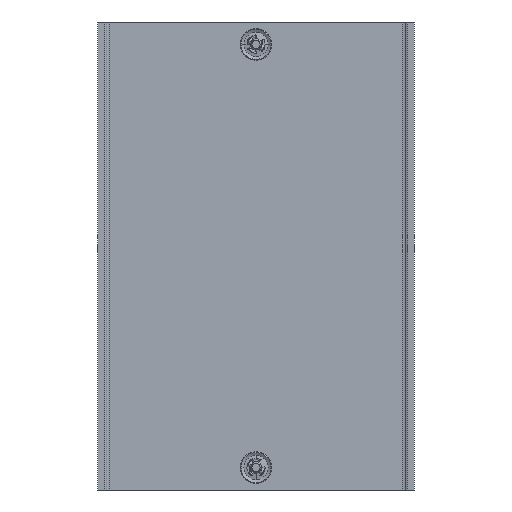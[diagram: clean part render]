
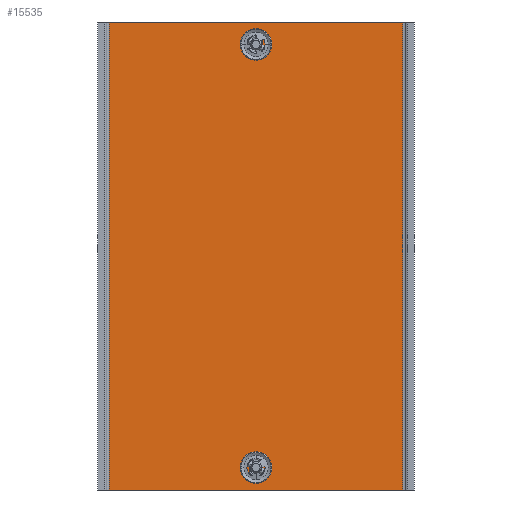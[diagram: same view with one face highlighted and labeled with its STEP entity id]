
A CAD part, front view. The second image highlights one B-rep face of the part: STEP entity #15535.
In plain terms, the highlighted planar face has unit normal (0, -1, 0).
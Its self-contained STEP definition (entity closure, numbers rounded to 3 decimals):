
#3828=DIRECTION('',(0.,0.,-1.));
#3829=VECTOR('',#3828,123.);
#3830=CARTESIAN_POINT('',(-38.6,-2.3,61.5));
#3831=LINE('',#3830,#3829);
#3832=DIRECTION('',(1.,0.,0.));
#3833=VECTOR('',#3832,77.2);
#3834=CARTESIAN_POINT('',(-38.6,-2.3,61.5));
#3835=LINE('',#3834,#3833);
#3836=DIRECTION('',(0.,0.,1.));
#3837=VECTOR('',#3836,123.);
#3838=CARTESIAN_POINT('',(38.6,-2.3,-61.5));
#3839=LINE('',#3838,#3837);
#3840=DIRECTION('',(-1.,0.,0.));
#3841=VECTOR('',#3840,77.2);
#3842=CARTESIAN_POINT('',(38.6,-2.3,-61.5));
#3843=LINE('',#3842,#3841);
#3844=CARTESIAN_POINT('',(0.,-2.3,53.85));
#3845=DIRECTION('',(0.,1.,0.));
#3846=DIRECTION('',(1.,0.,0.));
#3847=AXIS2_PLACEMENT_3D('',#3844,#3845,#3846);
#3849=DIRECTION('',(0.,0.,-1.));
#3850=VECTOR('',#3849,3.5);
#3851=CARTESIAN_POINT('',(1.6,-2.3,57.35));
#3852=LINE('',#3851,#3850);
#3853=CARTESIAN_POINT('',(0.,-2.3,57.35));
#3854=DIRECTION('',(0.,1.,0.));
#3855=DIRECTION('',(-1.,0.,0.));
#3856=AXIS2_PLACEMENT_3D('',#3853,#3854,#3855);
#3858=DIRECTION('',(0.,0.,1.));
#3859=VECTOR('',#3858,3.5);
#3860=CARTESIAN_POINT('',(-1.6,-2.3,53.85));
#3861=LINE('',#3860,#3859);
#3862=CARTESIAN_POINT('',(0.,-2.3,-53.85));
#3863=DIRECTION('',(0.,-1.,0.));
#3864=DIRECTION('',(1.,0.,0.));
#3865=AXIS2_PLACEMENT_3D('',#3862,#3863,#3864);
#3867=DIRECTION('',(0.,0.,-1.));
#3868=VECTOR('',#3867,3.5);
#3869=CARTESIAN_POINT('',(-1.6,-2.3,-53.85));
#3870=LINE('',#3869,#3868);
#3871=CARTESIAN_POINT('',(0.,-2.3,-57.35));
#3872=DIRECTION('',(0.,-1.,0.));
#3873=DIRECTION('',(-1.,0.,0.));
#3874=AXIS2_PLACEMENT_3D('',#3871,#3872,#3873);
#3876=DIRECTION('',(0.,0.,1.));
#3877=VECTOR('',#3876,3.5);
#3878=CARTESIAN_POINT('',(1.6,-2.3,-57.35));
#3879=LINE('',#3878,#3877);
#9651=CARTESIAN_POINT('',(38.6,-2.3,-61.5));
#9652=CARTESIAN_POINT('',(38.6,-2.3,61.5));
#9653=VERTEX_POINT('',#9651);
#9654=VERTEX_POINT('',#9652);
#9671=CARTESIAN_POINT('',(-38.6,-2.3,61.5));
#9672=CARTESIAN_POINT('',(-38.6,-2.3,-61.5));
#9673=VERTEX_POINT('',#9671);
#9674=VERTEX_POINT('',#9672);
#9815=CARTESIAN_POINT('',(1.6,-2.3,53.85));
#9816=CARTESIAN_POINT('',(-1.6,-2.3,53.85));
#9817=VERTEX_POINT('',#9815);
#9818=VERTEX_POINT('',#9816);
#9819=CARTESIAN_POINT('',(-1.6,-2.3,57.35));
#9820=VERTEX_POINT('',#9819);
#9821=CARTESIAN_POINT('',(1.6,-2.3,57.35));
#9822=VERTEX_POINT('',#9821);
#9823=CARTESIAN_POINT('',(1.6,-2.3,-53.85));
#9824=CARTESIAN_POINT('',(-1.6,-2.3,-53.85));
#9825=VERTEX_POINT('',#9823);
#9826=VERTEX_POINT('',#9824);
#9827=CARTESIAN_POINT('',(-1.6,-2.3,-57.35));
#9828=VERTEX_POINT('',#9827);
#9829=CARTESIAN_POINT('',(1.6,-2.3,-57.35));
#9830=VERTEX_POINT('',#9829);
#15502=CARTESIAN_POINT('',(0.,-2.3,-61.5));
#15503=DIRECTION('',(0.,-1.,0.));
#15504=DIRECTION('',(1.,0.,0.));
#15505=AXIS2_PLACEMENT_3D('',#15502,#15503,#15504);
#15506=PLANE('',#15505);
#15508=ORIENTED_EDGE('',*,*,#15507,.F.);
#15510=ORIENTED_EDGE('',*,*,#15509,.T.);
#15511=ORIENTED_EDGE('',*,*,#15493,.F.);
#15512=ORIENTED_EDGE('',*,*,#15418,.T.);
#15513=EDGE_LOOP('',(#15508,#15510,#15511,#15512));
#15514=FACE_OUTER_BOUND('',#15513,.F.);
#15516=ORIENTED_EDGE('',*,*,#15515,.F.);
#15518=ORIENTED_EDGE('',*,*,#15517,.F.);
#15520=ORIENTED_EDGE('',*,*,#15519,.F.);
#15522=ORIENTED_EDGE('',*,*,#15521,.F.);
#15523=EDGE_LOOP('',(#15516,#15518,#15520,#15522));
#15524=FACE_BOUND('',#15523,.F.);
#15526=ORIENTED_EDGE('',*,*,#15525,.T.);
#15528=ORIENTED_EDGE('',*,*,#15527,.T.);
#15530=ORIENTED_EDGE('',*,*,#15529,.T.);
#15532=ORIENTED_EDGE('',*,*,#15531,.T.);
#15533=EDGE_LOOP('',(#15526,#15528,#15530,#15532));
#15534=FACE_BOUND('',#15533,.F.);
#15535=ADVANCED_FACE('',(#15514,#15524,#15534),#15506,.T.);
#3848=CIRCLE('',#3847,1.6);
#3857=CIRCLE('',#3856,1.6);
#3866=CIRCLE('',#3865,1.6);
#3875=CIRCLE('',#3874,1.6);
#15418=EDGE_CURVE('',#9653,#9674,#3843,.T.);
#15493=EDGE_CURVE('',#9653,#9654,#3839,.T.);
#15507=EDGE_CURVE('',#9673,#9674,#3831,.T.);
#15509=EDGE_CURVE('',#9673,#9654,#3835,.T.);
#15515=EDGE_CURVE('',#9817,#9818,#3848,.T.);
#15517=EDGE_CURVE('',#9822,#9817,#3852,.T.);
#15519=EDGE_CURVE('',#9820,#9822,#3857,.T.);
#15521=EDGE_CURVE('',#9818,#9820,#3861,.T.);
#15525=EDGE_CURVE('',#9825,#9826,#3866,.T.);
#15527=EDGE_CURVE('',#9826,#9828,#3870,.T.);
#15529=EDGE_CURVE('',#9828,#9830,#3875,.T.);
#15531=EDGE_CURVE('',#9830,#9825,#3879,.T.);
